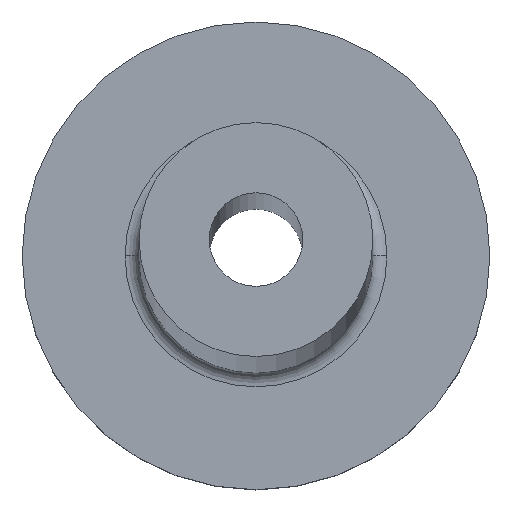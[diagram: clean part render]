
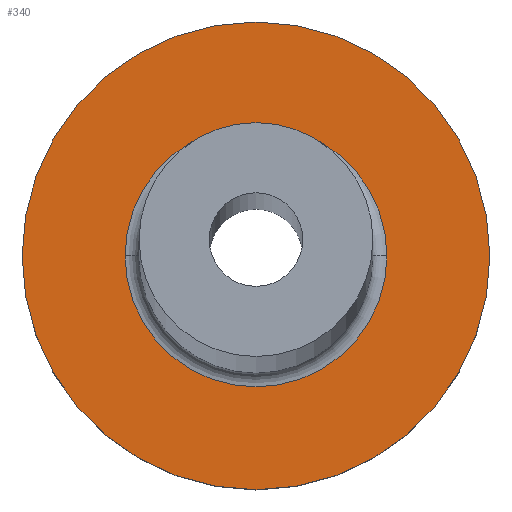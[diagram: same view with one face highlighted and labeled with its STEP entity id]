
A CAD part, top view. The second image highlights one B-rep face of the part: STEP entity #340.
In plain terms, the highlighted planar face has unit normal (0, 0, 1).
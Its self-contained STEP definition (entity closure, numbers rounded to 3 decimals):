
#1 = AXIS2_PLACEMENT_3D ( 'NONE', #75, #134, #274 ) ;
#11 = CARTESIAN_POINT ( 'NONE',  ( 0., 0., 3. ) ) ;
#14 = CARTESIAN_POINT ( 'NONE',  ( 5., 0., 3. ) ) ;
#19 = EDGE_CURVE ( 'NONE', #358, #86, #375, .T. ) ;
#21 = ORIENTED_EDGE ( 'NONE', *, *, #163, .T. ) ;
#47 = PLANE ( 'NONE',  #286 ) ;
#62 = DIRECTION ( 'NONE',  ( 0., 0., -1. ) ) ;
#75 = CARTESIAN_POINT ( 'NONE',  ( 0., 0., 3. ) ) ;
#77 = CARTESIAN_POINT ( 'NONE',  ( 0., 0., 3. ) ) ;
#80 = AXIS2_PLACEMENT_3D ( 'NONE', #123, #62, #271 ) ;
#81 = VERTEX_POINT ( 'NONE', #14 ) ;
#84 = EDGE_CURVE ( 'NONE', #86, #358, #131, .T. ) ;
#86 = VERTEX_POINT ( 'NONE', #241 ) ;
#87 = FACE_OUTER_BOUND ( 'NONE', #379, .T. ) ;
#92 = ORIENTED_EDGE ( 'NONE', *, *, #19, .T. ) ;
#105 = CARTESIAN_POINT ( 'NONE',  ( -5., 0., 3. ) ) ;
#123 = CARTESIAN_POINT ( 'NONE',  ( 0., 0., 3. ) ) ;
#131 = CIRCLE ( 'NONE', #1, 2.8 ) ;
#134 = DIRECTION ( 'NONE',  ( 0., 0., -1. ) ) ;
#139 = DIRECTION ( 'NONE',  ( 0., 0., 1. ) ) ;
#145 = VERTEX_POINT ( 'NONE', #105 ) ;
#147 = ORIENTED_EDGE ( 'NONE', *, *, #215, .T. ) ;
#159 = DIRECTION ( 'NONE',  ( 0., 0., 1. ) ) ;
#160 = CIRCLE ( 'NONE', #232, 5. ) ;
#163 = EDGE_CURVE ( 'NONE', #81, #145, #225, .T. ) ;
#190 = CARTESIAN_POINT ( 'NONE',  ( 0., 0., 3. ) ) ;
#215 = EDGE_CURVE ( 'NONE', #145, #81, #160, .T. ) ;
#217 = DIRECTION ( 'NONE',  ( 1., 0., 0. ) ) ;
#222 = ORIENTED_EDGE ( 'NONE', *, *, #84, .T. ) ;
#224 = AXIS2_PLACEMENT_3D ( 'NONE', #190, #159, #217 ) ;
#225 = CIRCLE ( 'NONE', #224, 5. ) ;
#232 = AXIS2_PLACEMENT_3D ( 'NONE', #11, #242, #304 ) ;
#241 = CARTESIAN_POINT ( 'NONE',  ( -2.8, 0., 3. ) ) ;
#242 = DIRECTION ( 'NONE',  ( 0., 0., 1. ) ) ;
#271 = DIRECTION ( 'NONE',  ( 1., 0., 0. ) ) ;
#274 = DIRECTION ( 'NONE',  ( 1., 0., 0. ) ) ;
#281 = DIRECTION ( 'NONE',  ( 1., 0., 0. ) ) ;
#286 = AXIS2_PLACEMENT_3D ( 'NONE', #77, #139, #281 ) ;
#304 = DIRECTION ( 'NONE',  ( 1., 0., 0. ) ) ;
#337 = FACE_BOUND ( 'NONE', #346, .T. ) ;
#340 = ADVANCED_FACE ( 'NONE', ( #337, #87 ), #47, .T. ) ;
#346 = EDGE_LOOP ( 'NONE', ( #92, #222 ) ) ;
#347 = CARTESIAN_POINT ( 'NONE',  ( 2.8, 0., 3. ) ) ;
#358 = VERTEX_POINT ( 'NONE', #347 ) ;
#375 = CIRCLE ( 'NONE', #80, 2.8 ) ;
#379 = EDGE_LOOP ( 'NONE', ( #147, #21 ) ) ;
